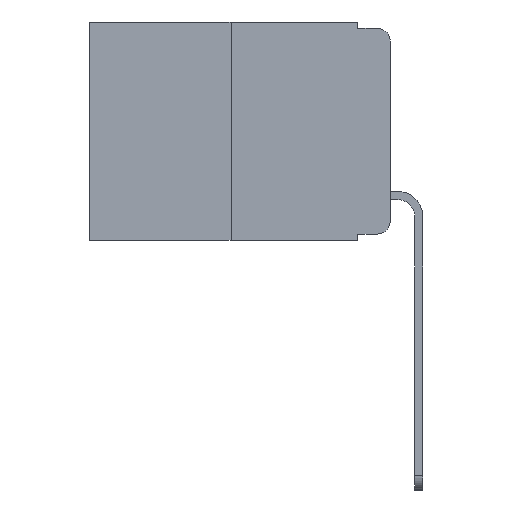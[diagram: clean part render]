
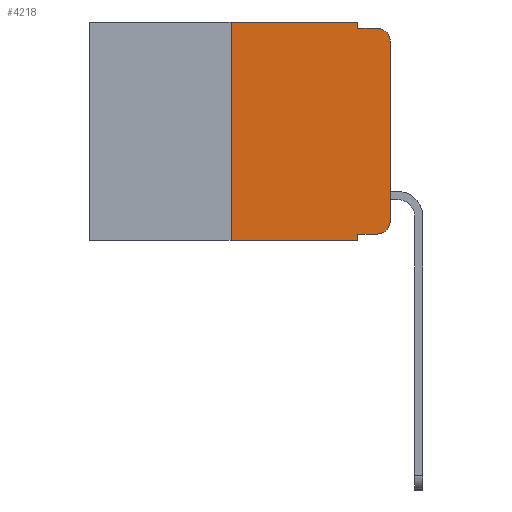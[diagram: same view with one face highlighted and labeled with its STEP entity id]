
A CAD part, left-side view. The second image highlights one B-rep face of the part: STEP entity #4218.
In plain terms, the highlighted planar face has unit normal (-1, 0, 0).
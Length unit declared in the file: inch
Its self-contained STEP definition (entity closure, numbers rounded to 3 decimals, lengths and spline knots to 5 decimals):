
#25 = ORIENTED_EDGE ( 'NONE', *, *, #7781, .F. ) ;
#33 = EDGE_CURVE ( 'NONE', #10038, #9869, #4658, .T. ) ;
#221 = AXIS2_PLACEMENT_3D ( 'NONE', #7067, #1331, #8008 ) ;
#324 = VECTOR ( 'NONE', #12263, 39.37008 ) ;
#450 = EDGE_CURVE ( 'NONE', #5121, #10466, #2089, .T. ) ;
#540 = CARTESIAN_POINT ( 'NONE',  ( 0., 0.051, 0. ) ) ;
#594 = LINE ( 'NONE', #3611, #7616 ) ;
#785 = ORIENTED_EDGE ( 'NONE', *, *, #1639, .T. ) ;
#1127 = LINE ( 'NONE', #540, #8146 ) ;
#1213 = CARTESIAN_POINT ( 'NONE',  ( 0., 0.051, -0.01 ) ) ;
#1228 = CIRCLE ( 'NONE', #221, 0.02 ) ;
#1331 = DIRECTION ( 'NONE',  ( -1., 0., 0. ) ) ;
#1639 = EDGE_CURVE ( 'NONE', #6951, #5024, #7440, .T. ) ;
#1696 = ORIENTED_EDGE ( 'NONE', *, *, #33, .F. ) ;
#2008 = CARTESIAN_POINT ( 'NONE',  ( 0., 0.25, 0. ) ) ;
#2089 = LINE ( 'NONE', #2301, #11899 ) ;
#2301 = CARTESIAN_POINT ( 'NONE',  ( 0., 0.051, -0.01 ) ) ;
#2441 = EDGE_CURVE ( 'NONE', #5318, #2705, #8594, .T. ) ;
#2471 = CARTESIAN_POINT ( 'NONE',  ( 0., 0.051, 0. ) ) ;
#2496 = EDGE_CURVE ( 'NONE', #9869, #5121, #3236, .T. ) ;
#2543 = CARTESIAN_POINT ( 'NONE',  ( 0., 0., -0.03 ) ) ;
#2673 = DIRECTION ( 'NONE',  ( 0., -1., 0. ) ) ;
#2705 = VERTEX_POINT ( 'NONE', #5556 ) ;
#2723 = PLANE ( 'NONE',  #7764 ) ;
#2731 = EDGE_CURVE ( 'NONE', #5128, #5024, #1127, .T. ) ;
#2779 = ORIENTED_EDGE ( 'NONE', *, *, #11691, .T. ) ;
#3063 = CARTESIAN_POINT ( 'NONE',  ( 0., 0.02, -0.313 ) ) ;
#3236 = LINE ( 'NONE', #2471, #8010 ) ;
#3375 = CARTESIAN_POINT ( 'NONE',  ( 0., 0.051, -0.333 ) ) ;
#3460 = VECTOR ( 'NONE', #7178, 39.37008 ) ;
#3476 = ORIENTED_EDGE ( 'NONE', *, *, #2731, .F. ) ;
#3596 = CARTESIAN_POINT ( 'NONE',  ( 0., 0.02, -0.01 ) ) ;
#3611 = CARTESIAN_POINT ( 'NONE',  ( 0., 0., 0. ) ) ;
#3926 = CARTESIAN_POINT ( 'NONE',  ( 0., 0.051, -0.343 ) ) ;
#4105 = CARTESIAN_POINT ( 'NONE',  ( 0., 0.051, -0.333 ) ) ;
#4127 = CARTESIAN_POINT ( 'NONE',  ( 0., 0.473, -0.343 ) ) ;
#4218 = ADVANCED_FACE ( 'NONE', ( #11580 ), #2723, .F. ) ;
#4658 = LINE ( 'NONE', #10769, #6913 ) ;
#4662 = DIRECTION ( 'NONE',  ( 0., 0., -1. ) ) ;
#4698 = ORIENTED_EDGE ( 'NONE', *, *, #8865, .T. ) ;
#4807 = VERTEX_POINT ( 'NONE', #2543 ) ;
#5024 = VERTEX_POINT ( 'NONE', #3926 ) ;
#5121 = VERTEX_POINT ( 'NONE', #1213 ) ;
#5128 = VERTEX_POINT ( 'NONE', #4105 ) ;
#5149 = ORIENTED_EDGE ( 'NONE', *, *, #8770, .T. ) ;
#5318 = VERTEX_POINT ( 'NONE', #8131 ) ;
#5363 = AXIS2_PLACEMENT_3D ( 'NONE', #3063, #11579, #9328 ) ;
#5556 = CARTESIAN_POINT ( 'NONE',  ( 0., 0., -0.313 ) ) ;
#5576 = DIRECTION ( 'NONE',  ( 0., -1., 0. ) ) ;
#5707 = LINE ( 'NONE', #3375, #3460 ) ;
#6913 = VECTOR ( 'NONE', #7907, 39.37008 ) ;
#6951 = VERTEX_POINT ( 'NONE', #7884 ) ;
#7067 = CARTESIAN_POINT ( 'NONE',  ( 0., 0.02, -0.03 ) ) ;
#7107 = ORIENTED_EDGE ( 'NONE', *, *, #450, .F. ) ;
#7153 = VECTOR ( 'NONE', #2673, 39.37008 ) ;
#7178 = DIRECTION ( 'NONE',  ( 0., -1., 0. ) ) ;
#7440 = LINE ( 'NONE', #4127, #7153 ) ;
#7616 = VECTOR ( 'NONE', #9323, 39.37008 ) ;
#7720 = CARTESIAN_POINT ( 'NONE',  ( 0., 0.051, 0. ) ) ;
#7764 = AXIS2_PLACEMENT_3D ( 'NONE', #9395, #10334, #4662 ) ;
#7781 = EDGE_CURVE ( 'NONE', #6951, #10038, #7956, .T. ) ;
#7884 = CARTESIAN_POINT ( 'NONE',  ( 0., 0.25, -0.343 ) ) ;
#7907 = DIRECTION ( 'NONE',  ( 0., -1., 0. ) ) ;
#7956 = LINE ( 'NONE', #10326, #324 ) ;
#8008 = DIRECTION ( 'NONE',  ( 0., 0., -1. ) ) ;
#8010 = VECTOR ( 'NONE', #9522, 39.37008 ) ;
#8131 = CARTESIAN_POINT ( 'NONE',  ( 0., 0.02, -0.333 ) ) ;
#8146 = VECTOR ( 'NONE', #11211, 39.37008 ) ;
#8594 = CIRCLE ( 'NONE', #5363, 0.02 ) ;
#8770 = EDGE_CURVE ( 'NONE', #4807, #10466, #1228, .T. ) ;
#8857 = ORIENTED_EDGE ( 'NONE', *, *, #2441, .T. ) ;
#8865 = EDGE_CURVE ( 'NONE', #5128, #5318, #5707, .T. ) ;
#9323 = DIRECTION ( 'NONE',  ( 0., 0., 1. ) ) ;
#9328 = DIRECTION ( 'NONE',  ( 0., 0., -1. ) ) ;
#9395 = CARTESIAN_POINT ( 'NONE',  ( 0., 0.473, 0. ) ) ;
#9522 = DIRECTION ( 'NONE',  ( 0., 0., -1. ) ) ;
#9869 = VERTEX_POINT ( 'NONE', #7720 ) ;
#10038 = VERTEX_POINT ( 'NONE', #2008 ) ;
#10174 = EDGE_LOOP ( 'NONE', ( #2779, #5149, #7107, #10918, #1696, #25, #785, #3476, #4698, #8857 ) ) ;
#10326 = CARTESIAN_POINT ( 'NONE',  ( 0., 0.25, 0. ) ) ;
#10334 = DIRECTION ( 'NONE',  ( 1., 0., 0. ) ) ;
#10466 = VERTEX_POINT ( 'NONE', #3596 ) ;
#10769 = CARTESIAN_POINT ( 'NONE',  ( 0., 0.473, 0. ) ) ;
#10918 = ORIENTED_EDGE ( 'NONE', *, *, #2496, .F. ) ;
#11211 = DIRECTION ( 'NONE',  ( 0., 0., -1. ) ) ;
#11579 = DIRECTION ( 'NONE',  ( -1., 0., 0. ) ) ;
#11580 = FACE_OUTER_BOUND ( 'NONE', #10174, .T. ) ;
#11691 = EDGE_CURVE ( 'NONE', #2705, #4807, #594, .T. ) ;
#11899 = VECTOR ( 'NONE', #5576, 39.37008 ) ;
#12263 = DIRECTION ( 'NONE',  ( 0., 0., 1. ) ) ;
